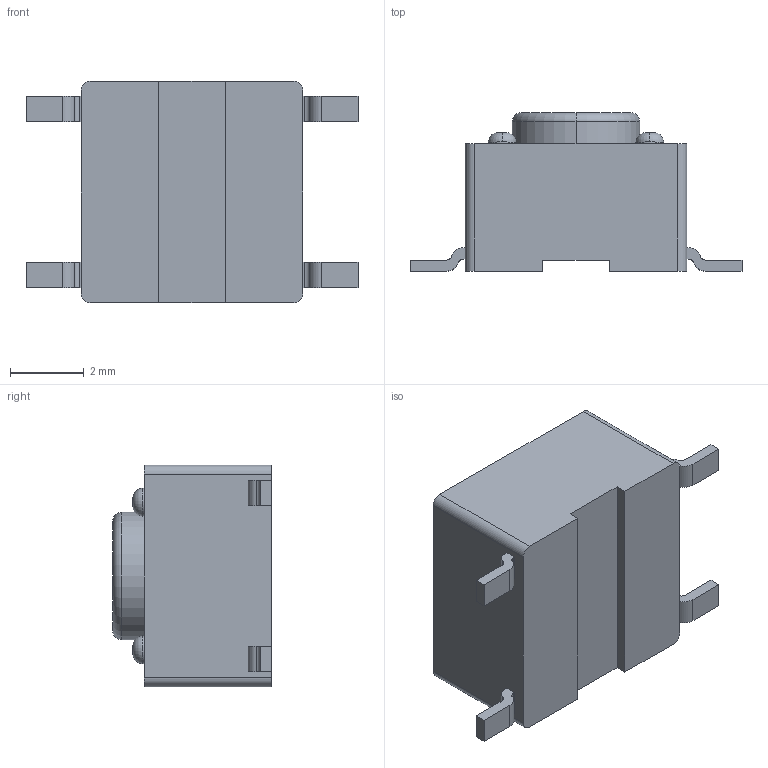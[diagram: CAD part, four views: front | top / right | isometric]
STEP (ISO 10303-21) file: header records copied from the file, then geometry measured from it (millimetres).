
FILE_DESCRIPTION (( 'STEP AP214' ), '1' );
FILE_NAME ('1027-001.STEP', '2022-09-23T18:18:22', ( '' ), ( '' ), 'SwSTEP 2.0', 'SolidWorks 2021', '' );
FILE_SCHEMA (( 'AUTOMOTIVE_DESIGN' ));
Length unit declared in the file: millimetre
Products named in the file (1): 1027-001
Bounding box: 9 x 4.3 x 6 mm (x, y, z)
Volume: 130.4 mm3; surface area: 183.8 mm2
Topology: 9 solids, 9 shells, 91 faces, 206 edges, 134 vertices
Faces by surface type: plane 51, cylinder 30, torus 10
Entity records: 3326 total; most frequent: DIRECTION 470, CARTESIAN_POINT 432, ORIENTED_EDGE 412, EDGE_CURVE 206, AXIS2_PLACEMENT_3D 172, VERTEX_POINT 134, VECTOR 126, LINE 126
